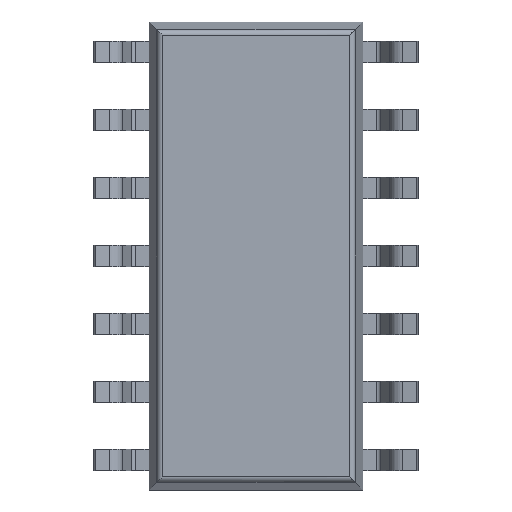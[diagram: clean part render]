
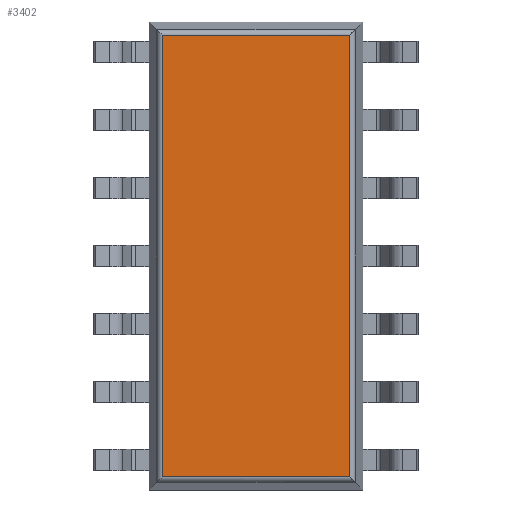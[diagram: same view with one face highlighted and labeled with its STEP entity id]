
A CAD part, front view. The second image highlights one B-rep face of the part: STEP entity #3402.
In plain terms, the highlighted planar face has unit normal (0, -1, 0).
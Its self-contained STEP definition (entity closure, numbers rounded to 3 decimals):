
#3351 = VERTEX_POINT ( 'NONE', #8971 ) ;
#3352 = VERTEX_POINT ( 'NONE', #8970 ) ;
#3353 = ORIENTED_EDGE ( 'NONE', *, *, #3354, .T. ) ;
#3354 = EDGE_CURVE ( 'NONE', #3352, #3355, #8969, .T. ) ;
#3355 = VERTEX_POINT ( 'NONE', #8965 ) ;
#3356 = ORIENTED_EDGE ( 'NONE', *, *, #3357, .T. ) ;
#3357 = EDGE_CURVE ( 'NONE', #3355, #3358, #8964, .T. ) ;
#3358 = VERTEX_POINT ( 'NONE', #8960 ) ;
#3359 = ORIENTED_EDGE ( 'NONE', *, *, #3360, .T. ) ;
#3360 = EDGE_CURVE ( 'NONE', #3358, #3351, #8958, .T. ) ;
#3402 = ADVANCED_FACE ( 'NONE', ( #9085 ), #9070, .T. ) ;
#3403 = EDGE_LOOP ( 'NONE', ( #3404, #3353, #3356, #3359 ) ) ;
#3404 = ORIENTED_EDGE ( 'NONE', *, *, #3405, .T. ) ;
#3405 = EDGE_CURVE ( 'NONE', #3351, #3352, #9065, .T. ) ;
#8955 = DIRECTION ( 'NONE',  ( -1., 0., 0. ) ) ;
#8956 = VECTOR ( 'NONE', #8955, 1000. ) ;
#8957 = CARTESIAN_POINT ( 'NONE',  ( -1.995, 0.15, 4.126 ) ) ;
#8958 = LINE ( 'NONE', #8957, #8956 ) ;
#8960 = CARTESIAN_POINT ( 'NONE',  ( 1.751, 0.15, 4.126 ) ) ;
#8961 = DIRECTION ( 'NONE',  ( 0., 0., 1. ) ) ;
#8962 = VECTOR ( 'NONE', #8961, 1000. ) ;
#8963 = CARTESIAN_POINT ( 'NONE',  ( 1.751, 0.15, -4.37 ) ) ;
#8964 = LINE ( 'NONE', #8963, #8962 ) ;
#8965 = CARTESIAN_POINT ( 'NONE',  ( 1.751, 0.15, -4.126 ) ) ;
#8966 = DIRECTION ( 'NONE',  ( 1., 0., 0. ) ) ;
#8967 = VECTOR ( 'NONE', #8966, 1000. ) ;
#8968 = CARTESIAN_POINT ( 'NONE',  ( -1.995, 0.15, -4.126 ) ) ;
#8969 = LINE ( 'NONE', #8968, #8967 ) ;
#8970 = CARTESIAN_POINT ( 'NONE',  ( -1.751, 0.15, -4.126 ) ) ;
#8971 = CARTESIAN_POINT ( 'NONE',  ( -1.751, 0.15, 4.126 ) ) ;
#9062 = DIRECTION ( 'NONE',  ( 0., 0., -1. ) ) ;
#9063 = VECTOR ( 'NONE', #9062, 1000. ) ;
#9064 = CARTESIAN_POINT ( 'NONE',  ( -1.751, 0.15, -4.37 ) ) ;
#9065 = LINE ( 'NONE', #9064, #9063 ) ;
#9066 = DIRECTION ( 'NONE',  ( 0., 0., -1. ) ) ;
#9067 = DIRECTION ( 'NONE',  ( 0., -1., 0. ) ) ;
#9068 = CARTESIAN_POINT ( 'NONE',  ( -1.995, 0.15, -4.37 ) ) ;
#9069 = AXIS2_PLACEMENT_3D ( 'NONE', #9068, #9067, #9066 ) ;
#9070 = PLANE ( 'NONE',  #9069 ) ;
#9085 = FACE_OUTER_BOUND ( 'NONE', #3403, .T. ) ;
